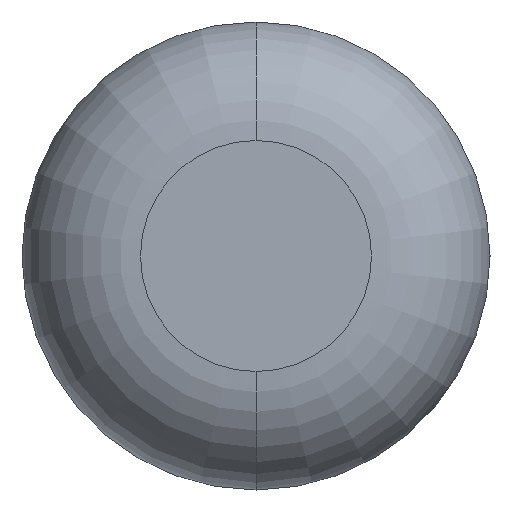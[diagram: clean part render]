
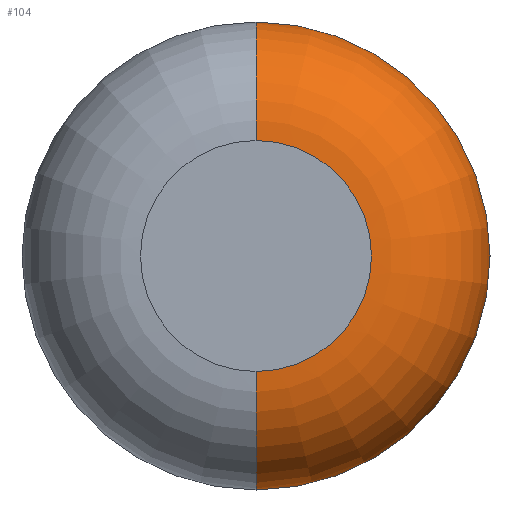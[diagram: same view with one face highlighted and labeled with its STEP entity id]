
A CAD part, front view. The second image highlights one B-rep face of the part: STEP entity #104.
In plain terms, the highlighted toroidal (fillet/blend) face has major radius 4.699 mm and minor radius 4.826 mm.
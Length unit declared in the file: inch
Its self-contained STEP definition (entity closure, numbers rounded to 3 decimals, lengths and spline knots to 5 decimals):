
#2 = EDGE_CURVE ( 'NONE', #87, #59, #189, .T. ) ;
#11 = DIRECTION ( 'NONE',  ( -1., 0., 0. ) ) ;
#21 = AXIS2_PLACEMENT_3D ( 'NONE', #237, #375, #68 ) ;
#41 = CARTESIAN_POINT ( 'NONE',  ( 0., 0.19, 0.375 ) ) ;
#44 = TOROIDAL_SURFACE ( 'NONE', #171, 0.185, 0.19 ) ;
#59 = VERTEX_POINT ( 'NONE', #337 ) ;
#63 = DIRECTION ( 'NONE',  ( 0., 0., -1. ) ) ;
#68 = DIRECTION ( 'NONE',  ( 0., 0., -1. ) ) ;
#87 = VERTEX_POINT ( 'NONE', #208 ) ;
#89 = VERTEX_POINT ( 'NONE', #41 ) ;
#104 = ADVANCED_FACE ( 'NONE', ( #244 ), #44, .T. ) ;
#137 = DIRECTION ( 'NONE',  ( 0., -1., 0. ) ) ;
#143 = EDGE_LOOP ( 'NONE', ( #325, #202, #394, #200 ) ) ;
#150 = EDGE_CURVE ( 'NONE', #87, #89, #178, .T. ) ;
#153 = CARTESIAN_POINT ( 'NONE',  ( 0., 0., 0.185 ) ) ;
#154 = DIRECTION ( 'NONE',  ( 0., 0., 1. ) ) ;
#160 = DIRECTION ( 'NONE',  ( 0., 0., -1. ) ) ;
#171 = AXIS2_PLACEMENT_3D ( 'NONE', #217, #193, #160 ) ;
#178 = CIRCLE ( 'NONE', #318, 0.375 ) ;
#180 = CARTESIAN_POINT ( 'NONE',  ( 0., 0., 0. ) ) ;
#187 = CARTESIAN_POINT ( 'NONE',  ( 0., 0.19, -0.185 ) ) ;
#189 = CIRCLE ( 'NONE', #301, 0.19 ) ;
#193 = DIRECTION ( 'NONE',  ( 0., -1., 0. ) ) ;
#200 = ORIENTED_EDGE ( 'NONE', *, *, #2, .F. ) ;
#202 = ORIENTED_EDGE ( 'NONE', *, *, #370, .T. ) ;
#208 = CARTESIAN_POINT ( 'NONE',  ( 0., 0.19, -0.375 ) ) ;
#212 = CIRCLE ( 'NONE', #218, 0.185 ) ;
#217 = CARTESIAN_POINT ( 'NONE',  ( 0., 0.19, 0. ) ) ;
#218 = AXIS2_PLACEMENT_3D ( 'NONE', #180, #233, #63 ) ;
#233 = DIRECTION ( 'NONE',  ( 0., -1., 0. ) ) ;
#237 = CARTESIAN_POINT ( 'NONE',  ( 0., 0.19, 0.185 ) ) ;
#244 = FACE_OUTER_BOUND ( 'NONE', #143, .T. ) ;
#286 = CARTESIAN_POINT ( 'NONE',  ( 0., 0.19, 0. ) ) ;
#301 = AXIS2_PLACEMENT_3D ( 'NONE', #187, #11, #154 ) ;
#318 = AXIS2_PLACEMENT_3D ( 'NONE', #286, #137, #352 ) ;
#325 = ORIENTED_EDGE ( 'NONE', *, *, #150, .T. ) ;
#330 = VERTEX_POINT ( 'NONE', #153 ) ;
#337 = CARTESIAN_POINT ( 'NONE',  ( 0., 0., -0.185 ) ) ;
#345 = EDGE_CURVE ( 'NONE', #59, #330, #212, .T. ) ;
#352 = DIRECTION ( 'NONE',  ( 0., 0., -1. ) ) ;
#363 = CIRCLE ( 'NONE', #21, 0.19 ) ;
#370 = EDGE_CURVE ( 'NONE', #89, #330, #363, .T. ) ;
#375 = DIRECTION ( 'NONE',  ( 1., 0., 0. ) ) ;
#394 = ORIENTED_EDGE ( 'NONE', *, *, #345, .F. ) ;
